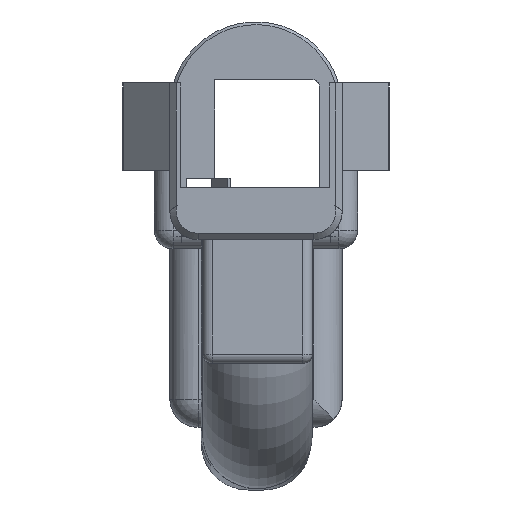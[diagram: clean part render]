
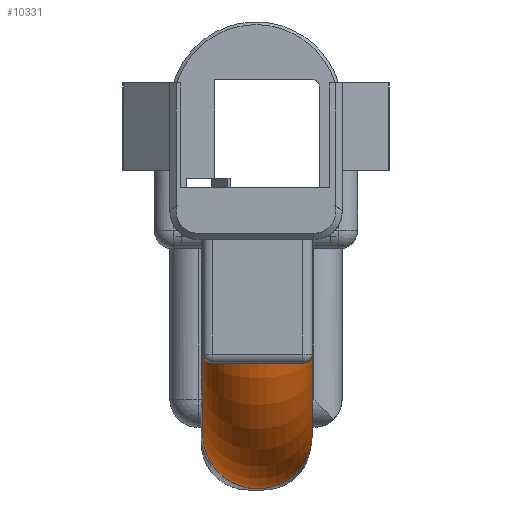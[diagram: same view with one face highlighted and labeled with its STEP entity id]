
A CAD part, left-side view. The second image highlights one B-rep face of the part: STEP entity #10331.
In plain terms, the highlighted toroidal (fillet/blend) face has major radius 42.5 mm and minor radius 17.5 mm.
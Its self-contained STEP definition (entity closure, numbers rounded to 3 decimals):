
#369=B_SPLINE_CURVE_WITH_KNOTS('',3,(#18042,#18043,#18044,#18045,#18046,
#18047,#18048,#18049,#18050,#18051),.UNSPECIFIED.,.F.,.F.,(4,2,2,2,4),(-4.733,
-4.731,-4.151,-3.569,-3.315),
 .UNSPECIFIED.);
#370=B_SPLINE_CURVE_WITH_KNOTS('',3,(#18092,#18093,#18094,#18095,#18096,
#18097,#18098,#18099,#18100,#18101),.UNSPECIFIED.,.F.,.F.,(4,2,2,2,4),(-1.268,
-1.17,-0.695,0.,0.002),
 .UNSPECIFIED.);
#3370=FACE_OUTER_BOUND('',#3970,.T.);
#3970=EDGE_LOOP('',(#9089,#9090,#9091,#9092,#9093,#9094));
#4256=CIRCLE('',#10924,17.5);
#4257=CIRCLE('',#10926,42.5);
#4259=CIRCLE('',#10931,42.5);
#4266=CIRCLE('',#10962,17.5);
#5135=VERTEX_POINT('',#18039);
#5136=VERTEX_POINT('',#18041);
#5149=VERTEX_POINT('',#18089);
#5150=VERTEX_POINT('',#18091);
#5151=VERTEX_POINT('',#18120);
#5153=VERTEX_POINT('',#18129);
#6462=EDGE_CURVE('',#5135,#5136,#369,.F.);
#6482=EDGE_CURVE('',#5149,#5150,#370,.F.);
#6493=EDGE_CURVE('',#5135,#5150,#4256,.F.);
#6494=EDGE_CURVE('',#5149,#5151,#4257,.T.);
#6498=EDGE_CURVE('',#5153,#5136,#4259,.T.);
#6547=EDGE_CURVE('',#5151,#5153,#4266,.T.);
#9089=ORIENTED_EDGE('',*,*,#6493,.T.);
#9090=ORIENTED_EDGE('',*,*,#6482,.F.);
#9091=ORIENTED_EDGE('',*,*,#6494,.T.);
#9092=ORIENTED_EDGE('',*,*,#6547,.T.);
#9093=ORIENTED_EDGE('',*,*,#6498,.T.);
#9094=ORIENTED_EDGE('',*,*,#6462,.F.);
#9926=TOROIDAL_SURFACE('',#10965,42.5,17.5);
#10331=ADVANCED_FACE('',(#3370),#9926,.T.);
#10924=AXIS2_PLACEMENT_3D('',#18118,#12846,#12847);
#10926=AXIS2_PLACEMENT_3D('',#18121,#12850,#12851);
#10931=AXIS2_PLACEMENT_3D('',#18130,#12862,#12863);
#10962=AXIS2_PLACEMENT_3D('',#18349,#12962,#12963);
#10965=AXIS2_PLACEMENT_3D('',#18352,#12968,#12969);
#12846=DIRECTION('center_axis',(0.,0.,
1.));
#12847=DIRECTION('ref_axis',(-1.,0.,0.));
#12850=DIRECTION('center_axis',(0.,-1.,0.));
#12851=DIRECTION('ref_axis',(-0.707,0.,-0.707));
#12862=DIRECTION('center_axis',(0.,1.,0.));
#12863=DIRECTION('ref_axis',(-0.707,0.,-0.707));
#12962=DIRECTION('center_axis',(-1.,0.,0.));
#12963=DIRECTION('ref_axis',(0.,0.,
-1.));
#12968=DIRECTION('center_axis',(0.,1.,0.));
#12969=DIRECTION('ref_axis',(0.,0.,1.));
#18039=CARTESIAN_POINT('',(-22.768,-15.,-44.081));
#18041=CARTESIAN_POINT('',(-12.864,-18.,-41.081));
#18042=CARTESIAN_POINT('Ctrl Pts',(-12.864,-18.,
-41.081));
#18043=CARTESIAN_POINT('Ctrl Pts',(-12.87,-18.,
-41.084));
#18044=CARTESIAN_POINT('Ctrl Pts',(-12.876,-18.,
-41.086));
#18045=CARTESIAN_POINT('Ctrl Pts',(-14.398,-17.998,-41.697));
#18046=CARTESIAN_POINT('Ctrl Pts',(-15.914,-17.812,
-42.315));
#18047=CARTESIAN_POINT('Ctrl Pts',(-18.89,-17.038,
-43.379));
#18048=CARTESIAN_POINT('Ctrl Pts',(-20.215,-16.484,
-43.771));
#18049=CARTESIAN_POINT('Ctrl Pts',(-21.88,-15.572,-44.04));
#18050=CARTESIAN_POINT('Ctrl Pts',(-22.344,-15.286,-44.081));
#18051=CARTESIAN_POINT('Ctrl Pts',(-22.768,-15.,-44.081));
#18089=CARTESIAN_POINT('',(-12.864,17.,-41.081));
#18091=CARTESIAN_POINT('',(-22.768,14.,-44.081));
#18092=CARTESIAN_POINT('Ctrl Pts',(-22.768,14.,-44.081));
#18093=CARTESIAN_POINT('Ctrl Pts',(-22.588,14.122,-44.081));
#18094=CARTESIAN_POINT('Ctrl Pts',(-22.4,14.244,-44.074));
#18095=CARTESIAN_POINT('Ctrl Pts',(-21.249,14.959,-43.986));
#18096=CARTESIAN_POINT('Ctrl Pts',(-20.145,15.517,-43.737));
#18097=CARTESIAN_POINT('Ctrl Pts',(-17.049,16.625,-42.774));
#18098=CARTESIAN_POINT('Ctrl Pts',(-15.031,16.998,-41.951));
#18099=CARTESIAN_POINT('Ctrl Pts',(-12.876,17.,-41.086));
#18100=CARTESIAN_POINT('Ctrl Pts',(-12.87,17.,-41.084));
#18101=CARTESIAN_POINT('Ctrl Pts',(-12.864,17.,-41.081));
#18118=CARTESIAN_POINT('Origin',(-12.97,-0.5,-44.081));
#18120=CARTESIAN_POINT('',(29.53,17.,-86.581));
#18121=CARTESIAN_POINT('Origin',(29.53,17.,-44.081));
#18129=CARTESIAN_POINT('',(29.53,-18.,-86.581));
#18130=CARTESIAN_POINT('Origin',(29.53,-18.,-44.081));
#18349=CARTESIAN_POINT('Origin',(29.53,-0.5,-86.581));
#18352=CARTESIAN_POINT('Origin',(29.53,-0.5,-44.081));
